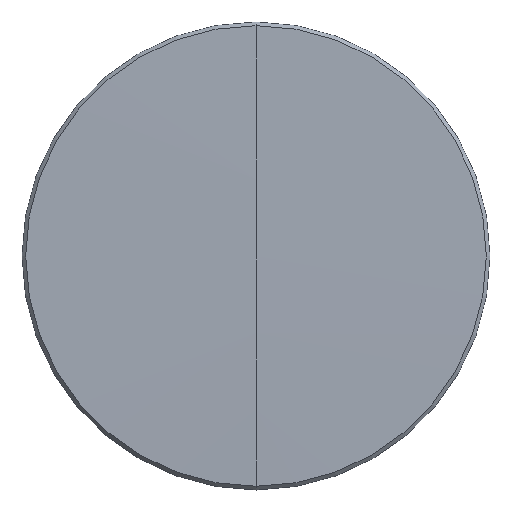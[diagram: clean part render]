
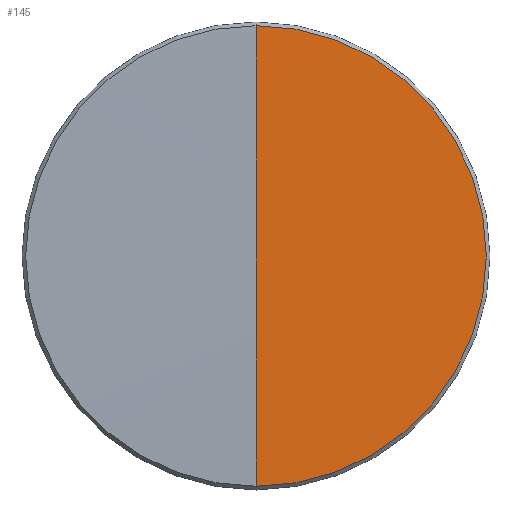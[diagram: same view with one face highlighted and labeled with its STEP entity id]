
A CAD part, top view. The second image highlights one B-rep face of the part: STEP entity #145.
In plain terms, the highlighted spherical face has radius 701.331 mm.
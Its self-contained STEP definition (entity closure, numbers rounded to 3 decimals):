
#3 = SPHERICAL_SURFACE ( 'NONE', #37, 701.331 ) ;
#37 = AXIS2_PLACEMENT_3D ( 'NONE', #168, #244, #84 ) ;
#41 = CARTESIAN_POINT ( 'NONE',  ( 0., 0., -700.276 ) ) ;
#43 = CARTESIAN_POINT ( 'NONE',  ( 0., 0., -700.276 ) ) ;
#47 = DIRECTION ( 'NONE',  ( 0., 0., -1. ) ) ;
#62 = CARTESIAN_POINT ( 'NONE',  ( 0., 0., 0.944 ) ) ;
#77 = CARTESIAN_POINT ( 'NONE',  ( 0., 12.5, 0.944 ) ) ;
#78 = CARTESIAN_POINT ( 'NONE',  ( 0., 0., 1.055 ) ) ;
#83 = EDGE_CURVE ( 'NONE', #121, #88, #132, .T. ) ;
#84 = DIRECTION ( 'NONE',  ( 0., 1., 0. ) ) ;
#85 = AXIS2_PLACEMENT_3D ( 'NONE', #43, #128, #151 ) ;
#88 = VERTEX_POINT ( 'NONE', #77 ) ;
#96 = ORIENTED_EDGE ( 'NONE', *, *, #161, .F. ) ;
#106 = DIRECTION ( 'NONE',  ( -1., 0., 0. ) ) ;
#109 = CARTESIAN_POINT ( 'NONE',  ( 0., -12.5, 0.944 ) ) ;
#121 = VERTEX_POINT ( 'NONE', #78 ) ;
#122 = AXIS2_PLACEMENT_3D ( 'NONE', #41, #106, #288 ) ;
#128 = DIRECTION ( 'NONE',  ( 1., 0., 0. ) ) ;
#132 = CIRCLE ( 'NONE', #122, 701.331 ) ;
#144 = EDGE_CURVE ( 'NONE', #121, #274, #257, .T. ) ;
#145 = ADVANCED_FACE ( 'NONE', ( #277 ), #3, .T. ) ;
#151 = DIRECTION ( 'NONE',  ( 0., 1., 0. ) ) ;
#160 = ORIENTED_EDGE ( 'NONE', *, *, #144, .T. ) ;
#161 = EDGE_CURVE ( 'NONE', #88, #274, #281, .T. ) ;
#168 = CARTESIAN_POINT ( 'NONE',  ( 0., 0., -700.276 ) ) ;
#186 = AXIS2_PLACEMENT_3D ( 'NONE', #62, #47, #216 ) ;
#208 = ORIENTED_EDGE ( 'NONE', *, *, #83, .F. ) ;
#216 = DIRECTION ( 'NONE',  ( 0., 1., 0. ) ) ;
#244 = DIRECTION ( 'NONE',  ( 1., 0., 0. ) ) ;
#252 = EDGE_LOOP ( 'NONE', ( #208, #160, #96 ) ) ;
#257 = CIRCLE ( 'NONE', #85, 701.331 ) ;
#274 = VERTEX_POINT ( 'NONE', #109 ) ;
#277 = FACE_OUTER_BOUND ( 'NONE', #252, .T. ) ;
#281 = CIRCLE ( 'NONE', #186, 12.5 ) ;
#288 = DIRECTION ( 'NONE',  ( 0., 0., 1. ) ) ;
